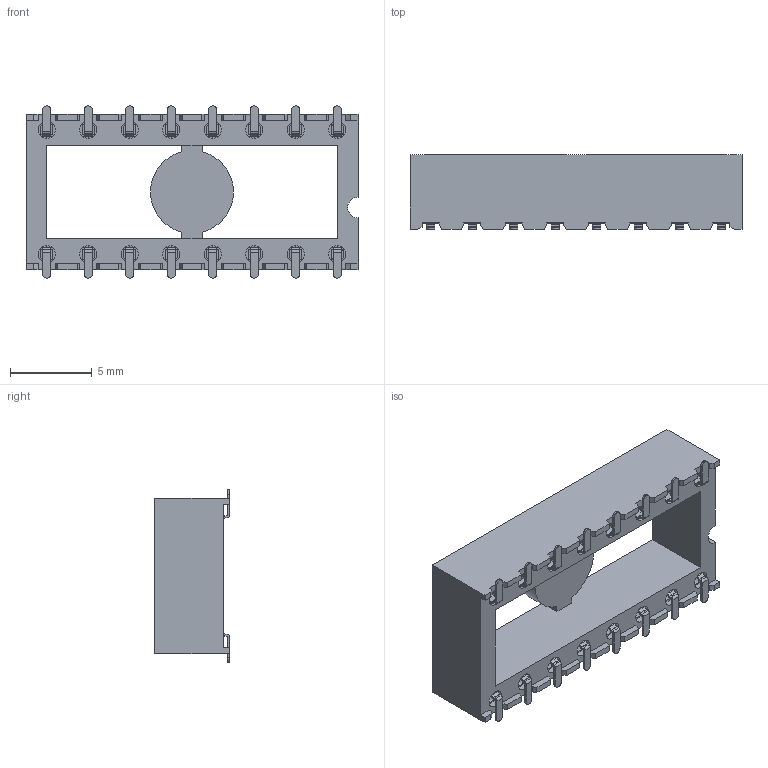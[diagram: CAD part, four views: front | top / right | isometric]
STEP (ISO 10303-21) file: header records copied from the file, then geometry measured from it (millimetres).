
FILE_DESCRIPTION(/* description */ ('STEP AP214'),/* implementation_level */ '2;1');
FILE_NAME(/* name */ 'ICF-316-T-O-TR',/* time_stamp */ '2024-07-31T16:05:09+02:00',/* author */ ('License CC BY-ND 4.0'),/* organization */ ('CADENAS'),/* preprocessor_version */ 'ST-DEVELOPER v19.3',/* originating_system */ 'PARTsolutions',/* authorisation */ ' ');
FILE_SCHEMA (('AUTOMOTIVE_DESIGN {1 0 10303 214 3 1 1}'));
Length unit declared in the file: inch
Products named in the file (3): ICF-316-T-O-TR; ICF-316-T-O-TR_t; ICF-316-O_p
Assembly tree (2 placements, depth 2):
  ICF-316-T-O-TR
    ICF-316-T-O-TR_t
    ICF-316-O_p
Bounding box: 20.32 x 4.57 x 10.54 mm (x, y, z)
Volume: 402.7 mm3; surface area: 1168.5 mm2
Topology: 2 solids, 2 shells, 797 faces, 2236 edges, 1486 vertices
Faces by surface type: plane 618, cylinder 179
Full cylindrical faces by diameter (mm): 0.635 x16, 0.838 x16, 0.889 x16, 1.067 x16
Entity records: 24990 total; most frequent: CARTESIAN_POINT 4390, ORIENTED_EDGE 4276, DIRECTION 4102, EDGE_CURVE 2138, LINE 1774, VECTOR 1774, VERTEX_POINT 1452, AXIS2_PLACEMENT_3D 1164
